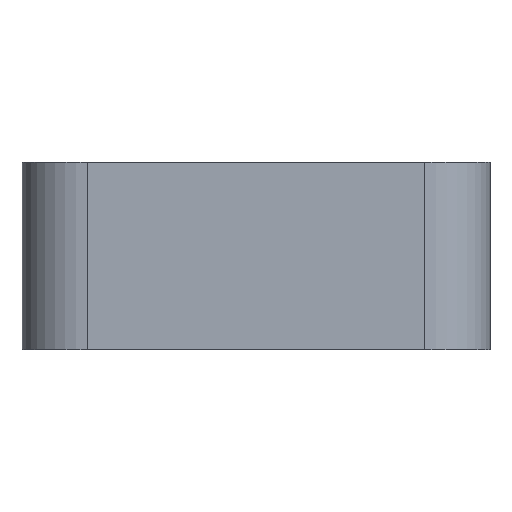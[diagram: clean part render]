
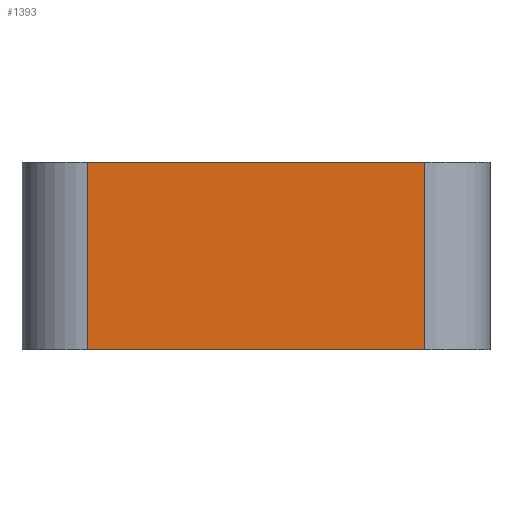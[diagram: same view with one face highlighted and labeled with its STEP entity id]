
A CAD part, left-side view. The second image highlights one B-rep face of the part: STEP entity #1393.
In plain terms, the highlighted planar face has unit normal (-1, 0, 0).
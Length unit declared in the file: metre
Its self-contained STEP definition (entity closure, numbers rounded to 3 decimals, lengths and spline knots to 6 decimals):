
#34=PLANE('',#1502);
#84=LINE('',#2032,#245);
#128=LINE('',#2146,#289);
#129=LINE('',#2148,#290);
#130=LINE('',#2150,#291);
#245=VECTOR('',#1622,1.);
#289=VECTOR('',#1726,1.);
#290=VECTOR('',#1729,1.);
#291=VECTOR('',#1730,1.);
#513=ORIENTED_EDGE('',*,*,#827,.F.);
#514=ORIENTED_EDGE('',*,*,#885,.F.);
#515=ORIENTED_EDGE('',*,*,#886,.T.);
#516=ORIENTED_EDGE('',*,*,#887,.T.);
#827=EDGE_CURVE('',#1031,#1032,#84,.T.);
#885=EDGE_CURVE('',#1071,#1031,#128,.T.);
#886=EDGE_CURVE('',#1071,#1072,#129,.T.);
#887=EDGE_CURVE('',#1072,#1032,#130,.T.);
#1031=VERTEX_POINT('',#2031);
#1032=VERTEX_POINT('',#2033);
#1071=VERTEX_POINT('',#2145);
#1072=VERTEX_POINT('',#2149);
#1217=EDGE_LOOP('',(#513,#514,#515,#516));
#1297=FACE_BOUND('',#1217,.T.);
#1393=ADVANCED_FACE('',(#1297),#34,.T.);
#1502=AXIS2_PLACEMENT_3D('',#2147,#1727,#1728);
#1622=DIRECTION('',(0.,-1.,0.));
#1726=DIRECTION('',(0.,0.,1.));
#1727=DIRECTION('',(-1.,0.,0.));
#1728=DIRECTION('',(0.,-1.,0.));
#1729=DIRECTION('',(0.,-1.,0.));
#1730=DIRECTION('',(0.,0.,1.));
#2031=CARTESIAN_POINT('',(-0.121,0.0523,0.));
#2032=CARTESIAN_POINT('',(-0.121,0.,0.));
#2033=CARTESIAN_POINT('',(-0.121,-0.0523,0.));
#2145=CARTESIAN_POINT('',(-0.121,0.0523,-0.058));
#2146=CARTESIAN_POINT('',(-0.121,0.0523,-0.058));
#2147=CARTESIAN_POINT('',(-0.121,0.,-0.058));
#2148=CARTESIAN_POINT('',(-0.121,0.,-0.058));
#2149=CARTESIAN_POINT('',(-0.121,-0.0523,-0.058));
#2150=CARTESIAN_POINT('',(-0.121,-0.0523,-0.058));
